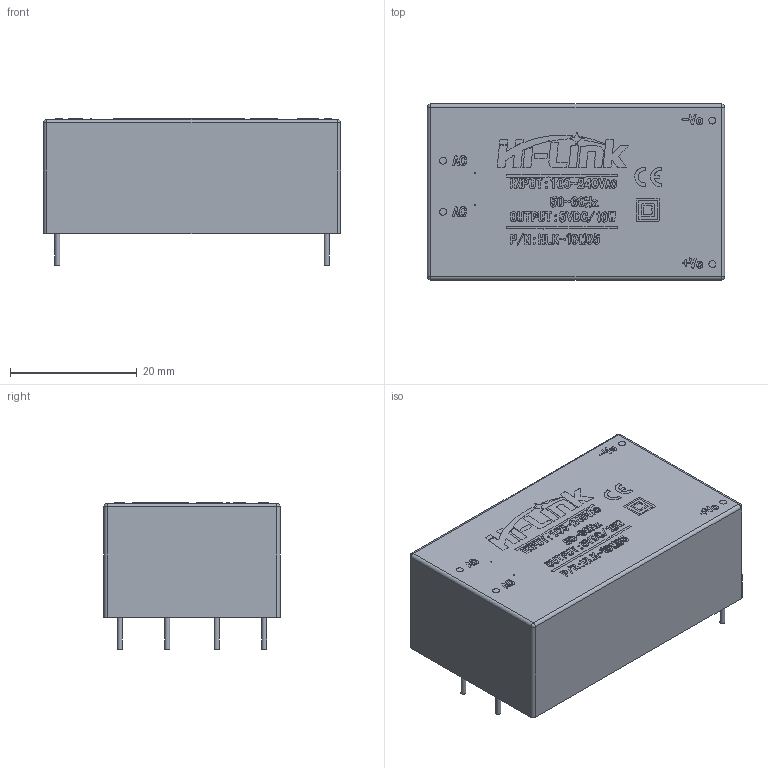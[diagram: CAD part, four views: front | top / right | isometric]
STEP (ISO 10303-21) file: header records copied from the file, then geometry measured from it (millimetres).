
FILE_DESCRIPTION(/* description */ (''),/* implementation_level */ '2;1');
FILE_NAME(/* name */ 'HLK-10M05 v6.step',/* time_stamp */ '2020-08-20T15:10:53+03:00',/* author */ (''),/* organization */ (''),/* preprocessor_version */ 'ST-DEVELOPER v18.1',/* originating_system */ 'Autodesk Translation Framework v9.3.0.1241',/* authorisation */ '');
FILE_SCHEMA (('AUTOMOTIVE_DESIGN { 1 0 10303 214 3 1 1 }'));
Length unit declared in the file: millimetre
Products named in the file (1): HLK-10M05
Bounding box: 46.9 x 27.8 x 23.11 mm (x, y, z)
Volume: 23480.6 mm3; surface area: 5445.2 mm2
Topology: 1 solids, 90 shells, 171 faces, 968 edges, 899 vertices
Faces by surface type: plane 107, bspline 45, cylinder 15, sphere 4
Full cylindrical faces by diameter (mm): 0.8 x4
Entity records: 10647 total; most frequent: CARTESIAN_POINT 4826, ORIENTED_EDGE 1163, EDGE_CURVE 968, VERTEX_POINT 899, B_SPLINE_CURVE_WITH_KNOTS 822, DIRECTION 458, EDGE_LOOP 201, AXIS2_PLACEMENT_3D 185
